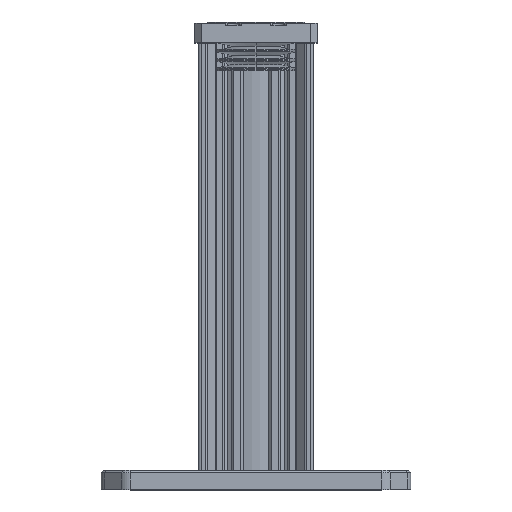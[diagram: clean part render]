
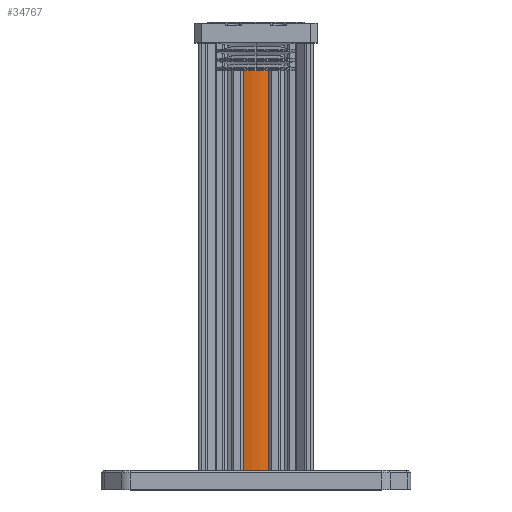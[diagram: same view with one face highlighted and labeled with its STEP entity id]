
A CAD part, top view. The second image highlights one B-rep face of the part: STEP entity #34767.
In plain terms, the highlighted cylindrical face has radius 40.005 mm (diameter 80.01 mm), a partial arc.
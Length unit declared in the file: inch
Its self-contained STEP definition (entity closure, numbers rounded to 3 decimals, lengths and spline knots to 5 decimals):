
#1375 = CIRCLE ( 'NONE', #7008, 1.575 ) ;
#2116 = CARTESIAN_POINT ( 'NONE',  ( -1.73243, 3.13251, -2.20945 ) ) ;
#2226 = AXIS2_PLACEMENT_3D ( 'NONE', #36004, #36407, #2844 ) ;
#2782 = EDGE_CURVE ( 'NONE', #10383, #7403, #1375, .T. ) ;
#2844 = DIRECTION ( 'NONE',  ( 1., 0., 0. ) ) ;
#2940 = CARTESIAN_POINT ( 'NONE',  ( -1.73243, -10.64702, -2.20945 ) ) ;
#3748 = CARTESIAN_POINT ( 'NONE',  ( -0.92632, -10.64702, -2.20945 ) ) ;
#6335 = ORIENTED_EDGE ( 'NONE', *, *, #13838, .F. ) ;
#7008 = AXIS2_PLACEMENT_3D ( 'NONE', #39404, #15110, #8694 ) ;
#7403 = VERTEX_POINT ( 'NONE', #2116 ) ;
#7977 = CARTESIAN_POINT ( 'NONE',  ( -0.92632, 3.13251, -2.20945 ) ) ;
#8694 = DIRECTION ( 'NONE',  ( 1., 0., 0. ) ) ;
#10363 = VECTOR ( 'NONE', #37001, 39.37008 ) ;
#10383 = VERTEX_POINT ( 'NONE', #7977 ) ;
#12654 = CYLINDRICAL_SURFACE ( 'NONE', #13366, 1.575 ) ;
#13366 = AXIS2_PLACEMENT_3D ( 'NONE', #14716, #32694, #35765 ) ;
#13838 = EDGE_CURVE ( 'NONE', #25824, #32788, #16465, .T. ) ;
#13859 = EDGE_LOOP ( 'NONE', ( #27504, #24510, #6335, #27931 ) ) ;
#14716 = CARTESIAN_POINT ( 'NONE',  ( -1.32937, -10.64702, -3.732 ) ) ;
#15110 = DIRECTION ( 'NONE',  ( 0., -1., 0. ) ) ;
#16465 = CIRCLE ( 'NONE', #2226, 1.575 ) ;
#18197 = CARTESIAN_POINT ( 'NONE',  ( -1.73243, -10.64702, -2.20945 ) ) ;
#18562 = EDGE_CURVE ( 'NONE', #32788, #7403, #36757, .T. ) ;
#21932 = CARTESIAN_POINT ( 'NONE',  ( -0.92632, -10.64702, -2.20945 ) ) ;
#23737 = LINE ( 'NONE', #21932, #10363 ) ;
#23845 = DIRECTION ( 'NONE',  ( 0., 1., 0. ) ) ;
#24510 = ORIENTED_EDGE ( 'NONE', *, *, #18562, .F. ) ;
#25824 = VERTEX_POINT ( 'NONE', #3748 ) ;
#27504 = ORIENTED_EDGE ( 'NONE', *, *, #2782, .T. ) ;
#27931 = ORIENTED_EDGE ( 'NONE', *, *, #29784, .T. ) ;
#28661 = VECTOR ( 'NONE', #23845, 39.37008 ) ;
#29693 = FACE_OUTER_BOUND ( 'NONE', #13859, .T. ) ;
#29784 = EDGE_CURVE ( 'NONE', #25824, #10383, #23737, .T. ) ;
#32694 = DIRECTION ( 'NONE',  ( 0., 1., 0. ) ) ;
#32788 = VERTEX_POINT ( 'NONE', #18197 ) ;
#34767 = ADVANCED_FACE ( 'NONE', ( #29693 ), #12654, .T. ) ;
#35765 = DIRECTION ( 'NONE',  ( -1., 0., 0. ) ) ;
#36004 = CARTESIAN_POINT ( 'NONE',  ( -1.32937, -10.64702, -3.732 ) ) ;
#36407 = DIRECTION ( 'NONE',  ( 0., -1., 0. ) ) ;
#36757 = LINE ( 'NONE', #2940, #28661 ) ;
#37001 = DIRECTION ( 'NONE',  ( 0., 1., 0. ) ) ;
#39404 = CARTESIAN_POINT ( 'NONE',  ( -1.32937, 3.13251, -3.732 ) ) ;
